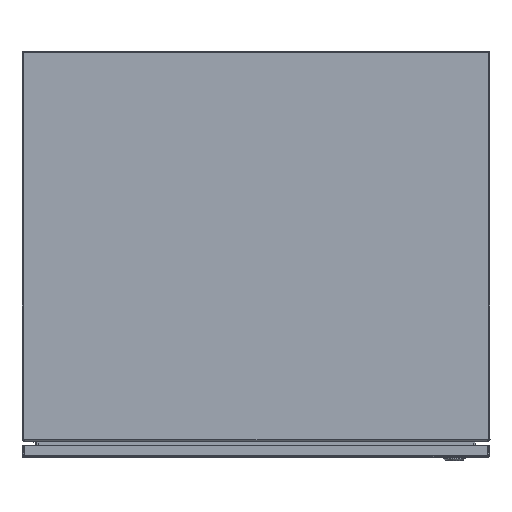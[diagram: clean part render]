
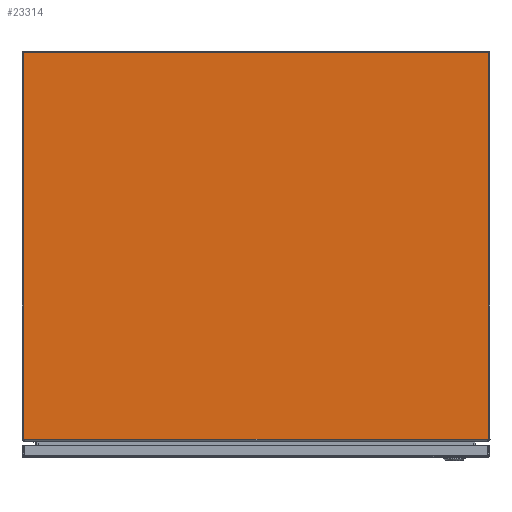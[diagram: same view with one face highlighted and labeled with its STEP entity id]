
A CAD part, left-side view. The second image highlights one B-rep face of the part: STEP entity #23314.
In plain terms, the highlighted face is planar.
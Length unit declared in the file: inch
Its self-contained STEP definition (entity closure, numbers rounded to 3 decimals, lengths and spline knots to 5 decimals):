
#1669 = LINE ( 'NONE', #7452, #49440 ) ;
#4030 = LINE ( 'NONE', #45641, #19976 ) ;
#4148 = DIRECTION ( 'NONE',  ( 0., 0., -1. ) ) ;
#5474 = DIRECTION ( 'NONE',  ( 1., 0., 0. ) ) ;
#5484 = AXIS2_PLACEMENT_3D ( 'NONE', #74744, #10125, #39374 ) ;
#5789 = DIRECTION ( 'NONE',  ( 1., 0., 0. ) ) ;
#7452 = CARTESIAN_POINT ( 'NONE',  ( 19.928, 30., -11.928 ) ) ;
#9892 = EDGE_LOOP ( 'NONE', ( #62037, #62027, #10558, #70429, #16566, #12743 ) ) ;
#10125 = DIRECTION ( 'NONE',  ( 0., -1., 0. ) ) ;
#10558 = ORIENTED_EDGE ( 'NONE', *, *, #39608, .F. ) ;
#12539 = DIRECTION ( 'NONE',  ( 0., 0., 1. ) ) ;
#12654 = AXIS2_PLACEMENT_3D ( 'NONE', #72881, #35096, #5789 ) ;
#12743 = ORIENTED_EDGE ( 'NONE', *, *, #14666, .T. ) ;
#14666 = EDGE_CURVE ( 'NONE', #53768, #39003, #1669, .T. ) ;
#15343 = AXIS2_PLACEMENT_3D ( 'NONE', #61471, #56843, #4148 ) ;
#16566 = ORIENTED_EDGE ( 'NONE', *, *, #42773, .F. ) ;
#18311 = LINE ( 'NONE', #59426, #70881 ) ;
#19107 = VERTEX_POINT ( 'NONE', #67965 ) ;
#19976 = VECTOR ( 'NONE', #33354, 39.37008 ) ;
#20543 = VERTEX_POINT ( 'NONE', #64582 ) ;
#22328 = CARTESIAN_POINT ( 'NONE',  ( 19.892, 30., -11.91257 ) ) ;
#23314 = ADVANCED_FACE ( 'NONE', ( #26160 ), #38103, .T. ) ;
#25060 = CARTESIAN_POINT ( 'NONE',  ( 0.072, 30., 11.928 ) ) ;
#25607 = EDGE_CURVE ( 'NONE', #39003, #53978, #18311, .T. ) ;
#25843 = VECTOR ( 'NONE', #5474, 39.37008 ) ;
#26160 = FACE_OUTER_BOUND ( 'NONE', #9892, .T. ) ;
#28917 = CIRCLE ( 'NONE', #5484, 0.312 ) ;
#30967 = DIRECTION ( 'NONE',  ( -1., 0., 0. ) ) ;
#33354 = DIRECTION ( 'NONE',  ( 0., 0., -1. ) ) ;
#35096 = DIRECTION ( 'NONE',  ( 0., -1., 0. ) ) ;
#38103 = PLANE ( 'NONE',  #15343 ) ;
#39003 = VERTEX_POINT ( 'NONE', #68843 ) ;
#39356 = CARTESIAN_POINT ( 'NONE',  ( 19.79511, 30., -11.928 ) ) ;
#39374 = DIRECTION ( 'NONE',  ( 0., 0., -1. ) ) ;
#39608 = EDGE_CURVE ( 'NONE', #20543, #19107, #44620, .T. ) ;
#40174 = CARTESIAN_POINT ( 'NONE',  ( 0.072, 30., 11.928 ) ) ;
#42773 = EDGE_CURVE ( 'NONE', #53768, #47854, #28917, .T. ) ;
#44620 = CIRCLE ( 'NONE', #12654, 0.312 ) ;
#45641 = CARTESIAN_POINT ( 'NONE',  ( 19.892, 30., 11.928 ) ) ;
#47854 = VERTEX_POINT ( 'NONE', #22328 ) ;
#49440 = VECTOR ( 'NONE', #30967, 39.37008 ) ;
#53768 = VERTEX_POINT ( 'NONE', #39356 ) ;
#53978 = VERTEX_POINT ( 'NONE', #25060 ) ;
#56843 = DIRECTION ( 'NONE',  ( 0., 1., 0. ) ) ;
#56956 = EDGE_CURVE ( 'NONE', #53978, #19107, #63983, .T. ) ;
#59085 = EDGE_CURVE ( 'NONE', #20543, #47854, #4030, .T. ) ;
#59426 = CARTESIAN_POINT ( 'NONE',  ( 0.072, 30., -11.928 ) ) ;
#61471 = CARTESIAN_POINT ( 'NONE',  ( 19.928, 30., 11.928 ) ) ;
#62027 = ORIENTED_EDGE ( 'NONE', *, *, #56956, .T. ) ;
#62037 = ORIENTED_EDGE ( 'NONE', *, *, #25607, .T. ) ;
#63983 = LINE ( 'NONE', #40174, #25843 ) ;
#64582 = CARTESIAN_POINT ( 'NONE',  ( 19.892, 30., 11.91257 ) ) ;
#67965 = CARTESIAN_POINT ( 'NONE',  ( 19.79511, 30., 11.928 ) ) ;
#68843 = CARTESIAN_POINT ( 'NONE',  ( 0.072, 30., -11.928 ) ) ;
#70429 = ORIENTED_EDGE ( 'NONE', *, *, #59085, .T. ) ;
#70881 = VECTOR ( 'NONE', #12539, 39.37008 ) ;
#72881 = CARTESIAN_POINT ( 'NONE',  ( 19.79511, 30., 11.616 ) ) ;
#74744 = CARTESIAN_POINT ( 'NONE',  ( 19.79511, 30., -11.616 ) ) ;
